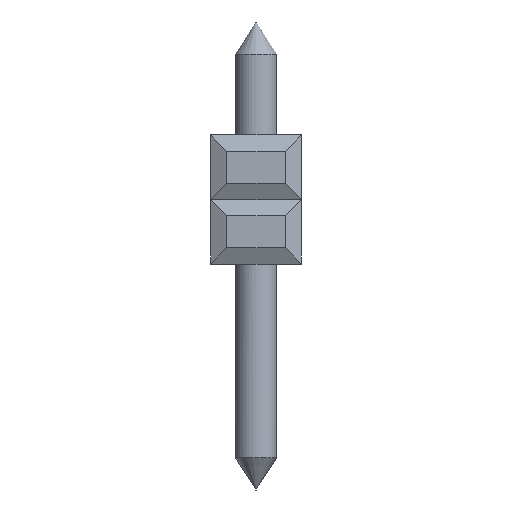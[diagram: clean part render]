
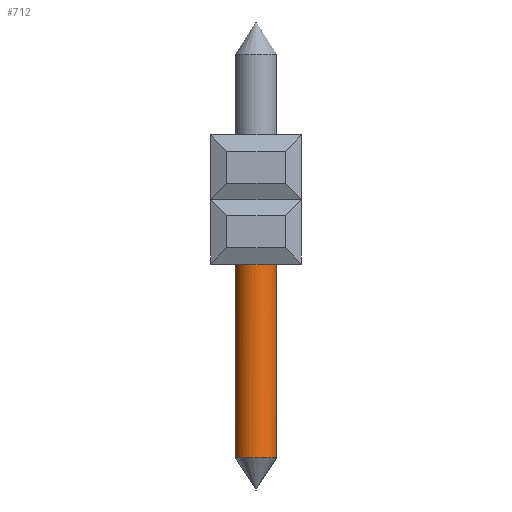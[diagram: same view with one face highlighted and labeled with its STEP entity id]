
A CAD part, left-side view. The second image highlights one B-rep face of the part: STEP entity #712.
In plain terms, the highlighted cylindrical face has radius 0.65 mm (diameter 1.3 mm), a full revolution.
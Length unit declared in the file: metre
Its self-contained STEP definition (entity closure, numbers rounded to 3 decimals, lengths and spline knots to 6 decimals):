
#712=ADVANCED_FACE('',(#1712,#1713),#1714,.T.);
#1712=FACE_OUTER_BOUND('',#3013,.T.);
#1713=FACE_OUTER_BOUND('',#3014,.T.);
#1714=CYLINDRICAL_SURFACE('',#3015,0.00065);
#3013=EDGE_LOOP('',(#5175));
#3014=EDGE_LOOP('',(#5176));
#3015=AXIS2_PLACEMENT_3D('',#5177,#5178,#5179);
#5175=ORIENTED_EDGE('',*,*,#8033,.F.);
#5176=ORIENTED_EDGE('',*,*,#7618,.F.);
#5177=CARTESIAN_POINT('',(0.05565,-0.03326,0.0005));
#5178=DIRECTION('',(0.0,0.,-1.0));
#5179=DIRECTION('',(-1.0,0.0,0.0));
#7618=EDGE_CURVE('',#9199,#9199,#9200,.T.);
#8033=EDGE_CURVE('',#9817,#9817,#9818,.T.);
#9199=VERTEX_POINT('',#11334);
#9200=CIRCLE('',#11335,0.00065);
#9817=VERTEX_POINT('',#12269);
#9818=CIRCLE('',#12270,0.00065);
#11334=CARTESIAN_POINT('',(0.05604,-0.03274,-0.01));
#11335=AXIS2_PLACEMENT_3D('',#13515,#13516,#13517);
#12269=CARTESIAN_POINT('',(0.05565,-0.03391,-0.0038));
#12270=AXIS2_PLACEMENT_3D('',#13868,#13869,#13870);
#13515=CARTESIAN_POINT('',(0.05565,-0.03326,-0.01));
#13516=DIRECTION('',(0.,0.,-1.0));
#13517=DIRECTION('',(0.6,0.8,0.));
#13868=CARTESIAN_POINT('',(0.05565,-0.03326,-0.0038));
#13869=DIRECTION('',(0.0,0.,1.0));
#13870=DIRECTION('',(0.0,-1.0,0.));
